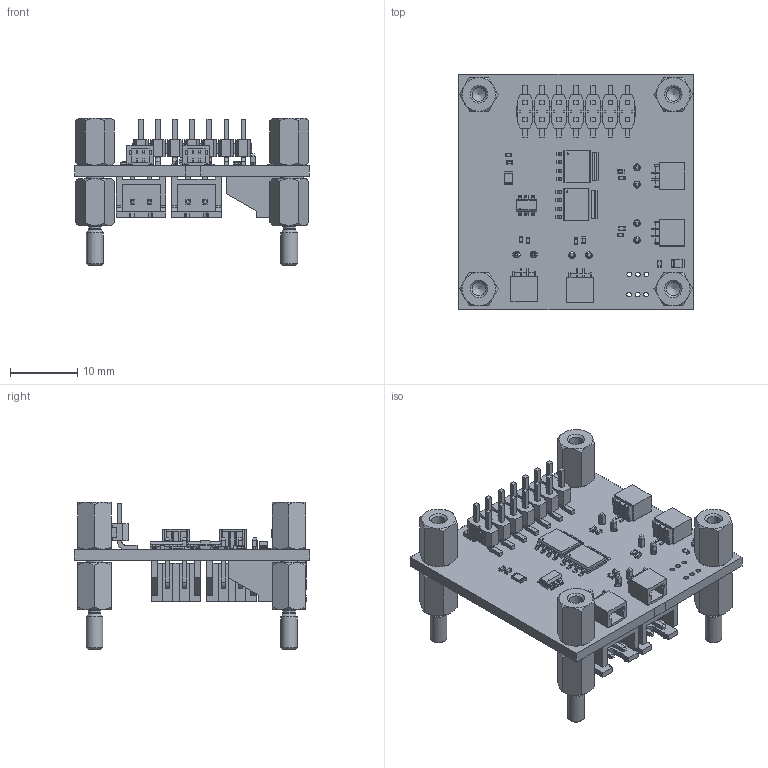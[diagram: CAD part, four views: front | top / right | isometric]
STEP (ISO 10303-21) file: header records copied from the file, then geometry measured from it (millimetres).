
FILE_DESCRIPTION(/* description */ ('KiCad electronic assembly'),/* implementation_level */ '2;1');
FILE_NAME(/* name */ 'Modul_Fans.stp',/* time_stamp */ '2025-02-26T17:32:41+01:00',/* author */ ('jan'),/* organization */ ('Kicad'),/* preprocessor_version */ 'ST-DEVELOPER v20',/* originating_system */ 'Autodesk Inventor 2025',/* authorisation */ 'Unknown');
FILE_SCHEMA (('AUTOMOTIVE_DESIGN { 1 0 10303 214 3 1 1 }'));
Length unit declared in the file: millimetre
Products named in the file (176): V1 1; 824521241; SMBJ-ALL; Download_STP_971110154_rev1; 1; 824521241_1; SMBJ-ALL_1; PinHeader_2x03_P2.54mm_Vertical; PinHeader_2x03_P254mm_Vertical; C_0805_2012Metric; C_0805_2012Metric_1; R_0805_2012Metric; R_0805_2012Metric_1; TestPoint_Loop_D3.80mm_Drill2.5mm; TestPoint_Loop_D3.80mm_Drill2.5mm_1; TSM-107-04-L-DV; TSM-107-04-L-DV_1; TSM-107-04-L-DV_2; TSM-107-04-L-DV_3; C_0805_2012Metric_2; C_0805_2012Metric_3; DRV8825 STEPPER MOTOR DRIVER CARRIER--3DModel-STEP-1; DRV8825 STEPPER MOTOR DRIVER CARRIER; LFPAK_REN; part; LED_0805_2012Metric; LED_0805_2012Metric_1; C_1210_3225Metric; C_1210_3225Metric_1; SZ1SMB5927BT3G; MBRS360BT3G; R_0402_1005Metric; R_0402_1005Metric_1; LED_0805_2012Metric_2; LED_0805_2012Metric_3; TQFP-32_7x7mm_P0.8mm; TQFP_32_7x7mm_P08mm; R_0402_1005Metric_2; R_0402_1005Metric_3; SW_PTS647SM38SMTR2LFS_CNK ...
Assembly tree (198 placements, depth 3):
  V1 1
    824521241
      SMBJ-ALL
    R_0402_1005Metric_6  x6
      R_0402_1005Metric_7
    Download_STP_971110154_rev1
      1
    824521241_1
      SMBJ-ALL_1
    PinHeader_2x03_P2.54mm_Vertical
      PinHeader_2x03_P254mm_Vertical
    C_0805_2012Metric
      C_0805_2012Metric_1
    R_0805_2012Metric
      R_0805_2012Metric_1
    TestPoint_Loop_D3.80mm_Drill2.5mm
      TestPoint_Loop_D3.80mm_Drill2.5mm_1
    TSM-107-04-L-DV
      TSM-107-04-L-DV_1
    Download_STEP_971070154_rev1  x8
      1_4
    LFPAK_REN  x2
      part
    TSM-107-04-L-DV_2
      TSM-107-04-L-DV_3
    C_0805_2012Metric_2
      C_0805_2012Metric_3
    C_0402_1005Metric  x5
      C_0402_1005Metric_1
    665102131822  x4
      6651xx131822
    DRV8825 STEPPER MOTOR DRIVER CARRIER--3DModel-STEP-1
      DRV8825 STEPPER MOTOR DRIVER CARRIER
    LED_0805_2012Metric
      LED_0805_2012Metric_1
    C_1210_3225Metric
      C_1210_3225Metric_1
    SZ1SMB5927BT3G
      MBRS360BT3G
    R_0402_1005Metric
      R_0402_1005Metric_1
    LED_0805_2012Metric_2
      LED_0805_2012Metric_3
    TQFP-32_7x7mm_P0.8mm
      TQFP_32_7x7mm_P08mm
    R_0402_1005Metric_2
      R_0402_1005Metric_3
    SW_PTS647SM38SMTR2LFS_CNK
      part_1
    PinSocket_1x02_P2.54mm_Vertical
      PinSocket_1x02_P2.54mm_Vertical_1
    SQJ409EP-T1_GE3
      SQJ148EP-T1_GE3
    TestPoint_Loop_D3.80mm_Drill2.5mm_2
      TestPoint_Loop_D3.80mm_Drill2.5mm_3
    Download_STP_971110154_rev1_1
      1_1
    C_1210_3225Metric_2
      C_1210_3225Metric_3
    Download_STP_971110154_rev1_2
Bounding box: 35.02 x 35.09 x 22 mm (x, y, z)
Volume: 4393.3 mm3; surface area: 8598.7 mm2
Topology: 79 solids, 79 shells, 2780 faces, 7569 edges, 4954 vertices
Faces by surface type: plane 2055, cylinder 581, cone 128, torus 16
Full cylindrical faces by diameter (mm): 0.085 x1, 0.198 x2, 0.711 x6, 0.991 x8, 1.8 x8, 2.013 x16, 2.5 x8, 2.7 x4
Entity records: 45515 total; most frequent: CARTESIAN_POINT 7400, DIRECTION 7104, ORIENTED_EDGE 6912, EDGE_CURVE 3456, LINE 2990, VECTOR 2990, VERTEX_POINT 2281, AXIS2_PLACEMENT_3D 2057
